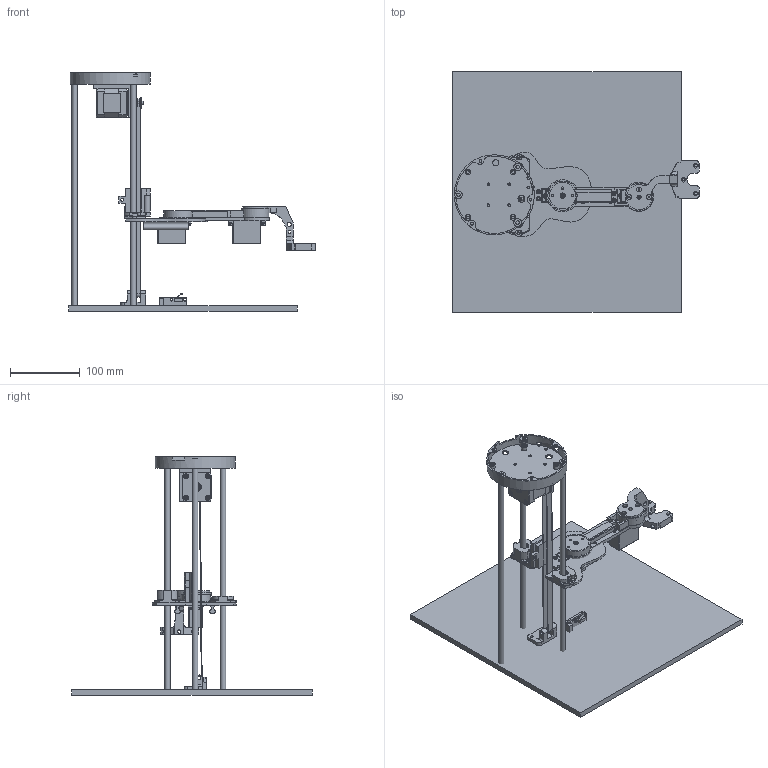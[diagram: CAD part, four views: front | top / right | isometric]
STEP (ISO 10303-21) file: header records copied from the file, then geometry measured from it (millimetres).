
FILE_DESCRIPTION(/* description */ (''),/* implementation_level */ '2;1');
FILE_NAME(/* name */ 'greifarm_minimal v10.step',/* time_stamp */ '2023-04-27T17:34:17+02:00',/* author */ (''),/* organization */ (''),/* preprocessor_version */ 'ST-DEVELOPER v19.2',/* originating_system */ 'Autodesk Translation Framework v11.17.0.187',/* authorisation */ '');
FILE_SCHEMA (('AUTOMOTIVE_DESIGN { 1 0 10303 214 3 1 1 }'));
Length unit declared in the file: millimetre
Products named in the file (20): greifarm_minimal; platinkasten; endschalt; fundii; Component1; kkkopie-Schrittmotorhalter; NEMA17T5; Base; Cuerpo; Tapa; pan cross head_am_B18.6.7M - M3 x 0.5 x 5 Type I Cross Recessed PHMS 
--5N; Eje; instrument ball bearing_68_am_AFBMA 12.1.4.1 - 0050-11 - 10,SI,NC,10_
68; socket button head cap screw_am_B18.3.4M - 3 x 0.5 x 5 SBHCS --N; T5 Pulley; grabber v10; arm_1; schritthalt; Servo MG996R; 8mm Bearing SKF 608 RS 286-7530
Assembly tree (26 placements, depth 3):
  greifarm_minimal
    platinkasten
    endschalt
    fundii
      Component1
    kkkopie-Schrittmotorhalter
    NEMA17T5
      Base
      Cuerpo
      Tapa
      pan cross head_am_B18.6.7M - M3 x 0.5 x 5 Type I Cross Recessed PHMS 
--5N  x4
      Eje
      instrument ball bearing_68_am_AFBMA 12.1.4.1 - 0050-11 - 10,SI,NC,10_
68  x2
      socket button head cap screw_am_B18.3.4M - 3 x 0.5 x 5 SBHCS --N
      T5 Pulley
    Servo MG996R  x2
    grabber v10
    arm_1
    schritthalt
    8mm Bearing SKF 608 RS 286-7530  x3
Bounding box: 354.83 x 346.02 x 343 mm (x, y, z)
Volume: 1317779.4 mm3; surface area: 446262.2 mm2
Topology: 61 solids, 61 shells, 1758 faces, 4363 edges, 2727 vertices
Faces by surface type: plane 919, cylinder 480, bspline 162, torus 112, sphere 65, cone 20
Full cylindrical faces by diameter (mm): 2 x4, 2.6 x4, 3 x18, 3.5 x7, 3.998 x2, 4 x45, 4.123 x2, 4.2 x1, 5 x14, 5.6 x4, 5.7 x1, 6 x2, 6.2 x4, 6.325 x1, 6.5 x12, 6.8 x4, 7 x4, 7.184 x2, 7.6 x1, 8 x14, 8.1 x3, 8.645 x1, 9 x5, 9.2 x4, 10 x1, 11 x5, 12 x2, 12.649 x2, 13.25 x6, 16 x2
Entity records: 44210 total; most frequent: CARTESIAN_POINT 13470, DIRECTION 6385, ORIENTED_EDGE 6072, EDGE_CURVE 3036, AXIS2_PLACEMENT_3D 2332, VERTEX_POINT 1937, LINE 1721, VECTOR 1721
